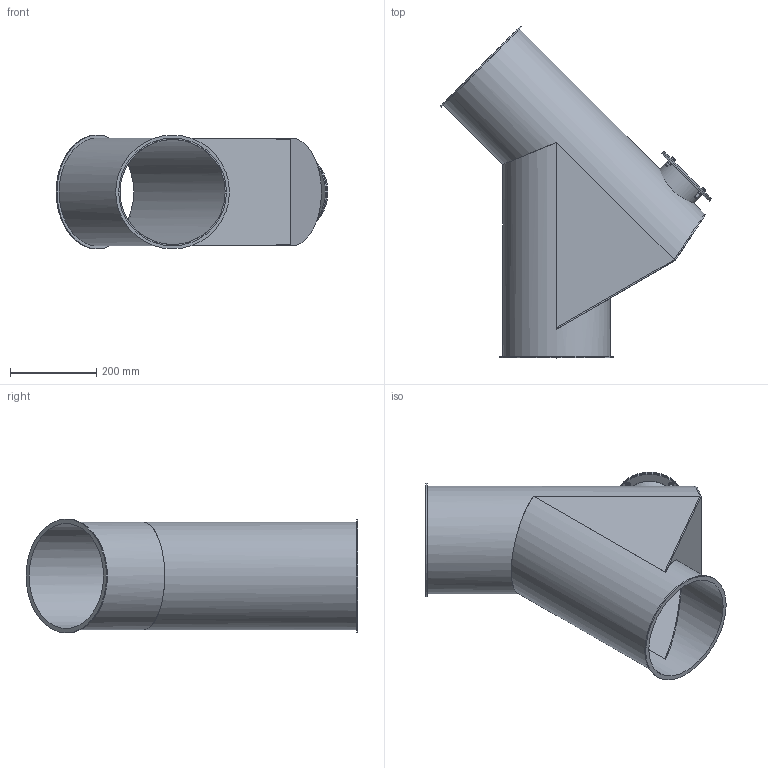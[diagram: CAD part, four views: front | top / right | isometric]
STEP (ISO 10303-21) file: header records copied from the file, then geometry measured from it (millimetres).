
FILE_DESCRIPTION((''),'2;1');
FILE_NAME('4010020015666.stp','2014-02-10T11:52:20',('rjahn'),(''),'Autodesk Inventor 2013','Autodesk Inventor 2013','');
FILE_SCHEMA(('AUTOMOTIVE_DESIGN { 1 0 10303 214 1 1 1 1 }'));
Length unit declared in the file: millimetre
Products named in the file (12): 4010020015666; Rohr 1; Rohr 2; Deckel DN112; Flansch DIN24154 R3 DN112; DIN 933 - ersetzt durch DIN EN 24017 M6  x 20; DIN 933 - ersetzt durch DIN EN 24017 M6  x 25; DIN 934 - ersetzt durch DIN EN 24032/28673/28674 M6; Rohr 3; Prallblech; Seitenblech; Seitenblech_MIR
Assembly tree (16 placements, depth 2):
  4010020015666
    Rohr 1
    Rohr 2
    Deckel DN112
    Flansch DIN24154 R3 DN112
    DIN 933 - ersetzt durch DIN EN 24017 M6  x 20  x3
    DIN 933 - ersetzt durch DIN EN 24017 M6  x 25
    DIN 934 - ersetzt durch DIN EN 24032/28673/28674 M6  x4
    Rohr 3
    Prallblech
    Seitenblech
    Seitenblech_MIR
Bounding box: 630.39 x 770.11 x 264 mm (x, y, z)
Volume: 2375488.9 mm3; surface area: 1609867.3 mm2
Topology: 16 solids, 16 shells, 192 faces, 404 edges, 252 vertices
Faces by surface type: plane 105, cone 48, cylinder 37, bspline 2
Full cylindrical faces by diameter (mm): 4.917 x4, 5.459 x4, 6 x4, 7 x8, 8.7 x4, 108 x2, 112 x1, 117 x1, 157 x2, 244 x2, 250 x2, 264 x2
Entity records: 3424 total; most frequent: CARTESIAN_POINT 839, DIRECTION 502, ORIENTED_EDGE 384, AXIS2_PLACEMENT_3D 213, EDGE_CURVE 192, EDGE_LOOP 178, VERTEX_POINT 142, FACE_OUTER_BOUND 111
